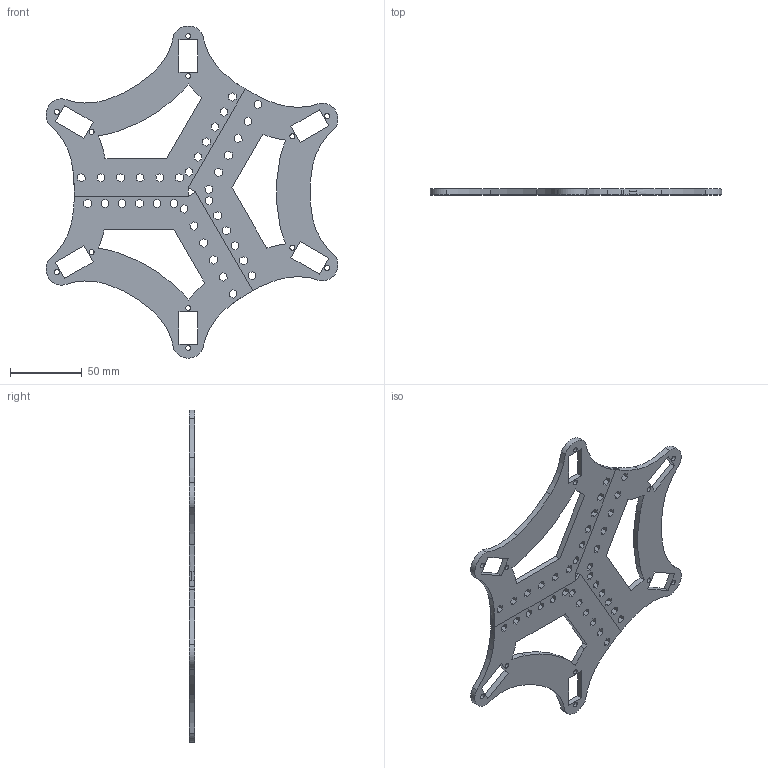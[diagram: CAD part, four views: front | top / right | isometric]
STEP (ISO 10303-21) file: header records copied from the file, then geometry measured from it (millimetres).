
FILE_DESCRIPTION(/* description */ (''),/* implementation_level */ '2;1');
FILE_NAME(/* name */ 'base v11.step',/* time_stamp */ '2023-03-24T15:20:05+05:30',/* author */ (''),/* organization */ (''),/* preprocessor_version */ 'ST-DEVELOPER v19.2',/* originating_system */ 'Autodesk Translation Framework v11.17.0.187',/* authorisation */ '');
FILE_SCHEMA (('AUTOMOTIVE_DESIGN { 1 0 10303 214 3 1 1 }'));
Length unit declared in the file: centimetre
Products named in the file (2): base; Component2
Assembly tree (3 placements, depth 2):
  base
    Component2  x3
Bounding box: 203.92 x 4 x 231.92 mm (x, y, z)
Volume: 79201.5 mm3; surface area: 54719.8 mm2
Topology: 3 solids, 3 shells, 351 faces, 1020 edges, 675 vertices
Faces by surface type: plane 288, cylinder 63
Full cylindrical faces by diameter (mm): 3.5 x12
Entity records: 3961 total; most frequent: CARTESIAN_POINT 687, ORIENTED_EDGE 680, DIRECTION 626, EDGE_CURVE 340, LINE 298, VECTOR 298, VERTEX_POINT 225, AXIS2_PLACEMENT_3D 164
